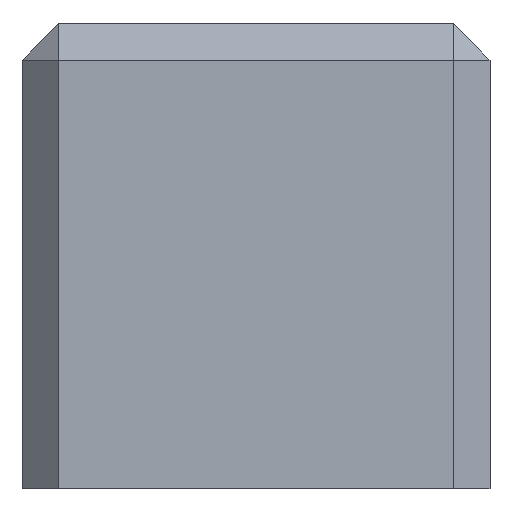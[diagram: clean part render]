
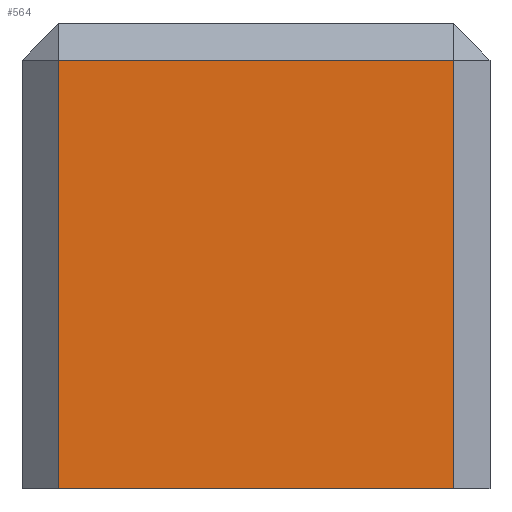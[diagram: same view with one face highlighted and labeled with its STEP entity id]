
A CAD part, front view. The second image highlights one B-rep face of the part: STEP entity #564.
In plain terms, the highlighted planar face has unit normal (0, -1, 0.009).
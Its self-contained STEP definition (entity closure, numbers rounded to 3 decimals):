
#544=AXIS2_PLACEMENT_3D('Plane Axis2P3D',#541,#542,#543) ;
#244=CARTESIAN_POINT('Vertex',(0.8,21.144,9.293)) ;
#280=CARTESIAN_POINT('Vertex',(0.8,21.063,0.)) ;
#283=CARTESIAN_POINT('Line Origine',(0.8,21.103,4.653)) ;
#517=CARTESIAN_POINT('Vertex',(9.357,21.063,0.)) ;
#522=CARTESIAN_POINT('Line Origine',(5.079,21.063,0.)) ;
#541=CARTESIAN_POINT('Axis2P3D Location',(0.,21.063,0.)) ;
#546=CARTESIAN_POINT('Line Origine',(9.357,21.103,4.646)) ;
#550=CARTESIAN_POINT('Vertex',(9.357,21.144,9.293)) ;
#553=CARTESIAN_POINT('Line Origine',(5.079,21.144,9.293)) ;
#284=DIRECTION('Vector Direction',(0.,0.009,1.)) ;
#523=DIRECTION('Vector Direction',(1.,0.,0.)) ;
#542=DIRECTION('Axis2P3D Direction',(0.,1.,-0.009)) ;
#543=DIRECTION('Axis2P3D XDirection',(0.,0.009,1.)) ;
#547=DIRECTION('Vector Direction',(0.,0.009,1.)) ;
#554=DIRECTION('Vector Direction',(1.,0.,0.)) ;
#285=VECTOR('Line Direction',#284,1.) ;
#524=VECTOR('Line Direction',#523,1.) ;
#548=VECTOR('Line Direction',#547,1.) ;
#555=VECTOR('Line Direction',#554,1.) ;
#559=ORIENTED_EDGE('',*,*,#552,.F.) ;
#560=ORIENTED_EDGE('',*,*,#557,.F.) ;
#561=ORIENTED_EDGE('',*,*,#287,.T.) ;
#562=ORIENTED_EDGE('',*,*,#526,.T.) ;
#564=ADVANCED_FACE('Body.2',(#563),#545,.F.) ;
#287=EDGE_CURVE('',#245,#281,#286,.F.) ;
#526=EDGE_CURVE('',#281,#518,#525,.T.) ;
#552=EDGE_CURVE('',#551,#518,#549,.F.) ;
#557=EDGE_CURVE('',#245,#551,#556,.T.) ;
#558=EDGE_LOOP('',(#559,#560,#561,#562)) ;
#563=FACE_OUTER_BOUND('',#558,.T.) ;
#286=LINE('Line',#283,#285) ;
#525=LINE('Line',#522,#524) ;
#549=LINE('Line',#546,#548) ;
#556=LINE('Line',#553,#555) ;
#545=PLANE('',#544) ;
#245=VERTEX_POINT('',#244) ;
#281=VERTEX_POINT('',#280) ;
#518=VERTEX_POINT('',#517) ;
#551=VERTEX_POINT('',#550) ;
